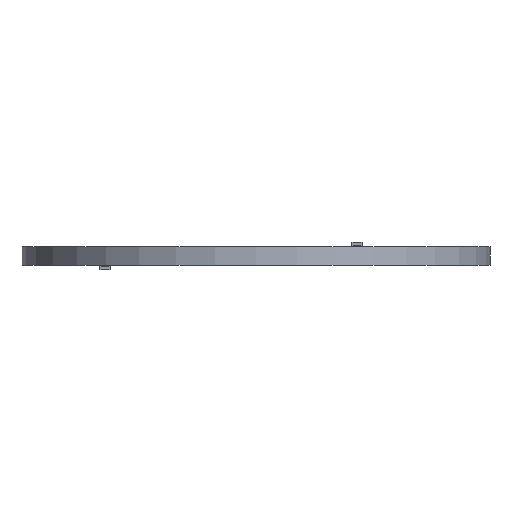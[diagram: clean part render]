
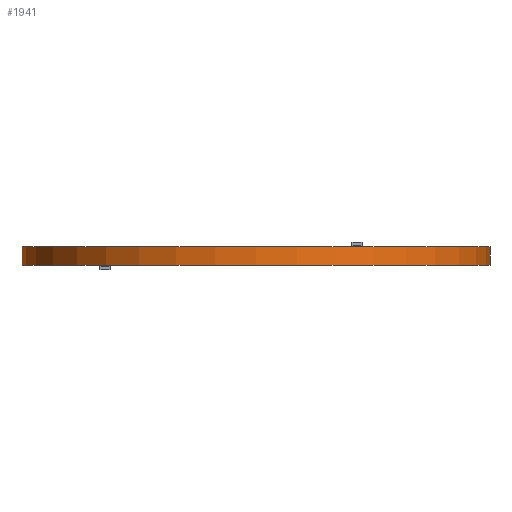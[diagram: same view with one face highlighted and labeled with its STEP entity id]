
A CAD part, front view. The second image highlights one B-rep face of the part: STEP entity #1941.
In plain terms, the highlighted cylindrical face has radius 20 mm (diameter 40 mm), a full revolution.
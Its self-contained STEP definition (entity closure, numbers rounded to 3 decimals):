
#1941 = ADVANCED_FACE('',(#1942),#1955,.T.);
#1942 = FACE_BOUND('',#1943,.T.);
#1943 = EDGE_LOOP('',(#1944,#1978,#2001,#2028));
#1944 = ORIENTED_EDGE('',*,*,#1945,.F.);
#1945 = EDGE_CURVE('',#1946,#1946,#1948,.T.);
#1946 = VERTEX_POINT('',#1947);
#1947 = CARTESIAN_POINT('',(20.477,44.132,1.58));
#1948 = SURFACE_CURVE('',#1949,(#1954,#1966),.PCURVE_S1.);
#1949 = CIRCLE('',#1950,20.);
#1950 = AXIS2_PLACEMENT_3D('',#1951,#1952,#1953);
#1951 = CARTESIAN_POINT('',(0.477,44.132,1.58));
#1952 = DIRECTION('',(0.,0.,1.));
#1953 = DIRECTION('',(1.,0.,-0.));
#1954 = PCURVE('',#1955,#1960);
#1955 = CYLINDRICAL_SURFACE('',#1956,20.);
#1956 = AXIS2_PLACEMENT_3D('',#1957,#1958,#1959);
#1957 = CARTESIAN_POINT('',(0.477,44.132,0.));
#1958 = DIRECTION('',(0.,0.,1.));
#1959 = DIRECTION('',(1.,0.,-0.));
#1960 = DEFINITIONAL_REPRESENTATION('',(#1961),#1965);
#1961 = LINE('',#1962,#1963);
#1962 = CARTESIAN_POINT('',(0.,1.58));
#1963 = VECTOR('',#1964,1.);
#1964 = DIRECTION('',(1.,0.));
#1965 = ( GEOMETRIC_REPRESENTATION_CONTEXT(2) 
PARAMETRIC_REPRESENTATION_CONTEXT() REPRESENTATION_CONTEXT('2D SPACE',''
  ) );
#1966 = PCURVE('',#1967,#1972);
#1967 = PLANE('',#1968);
#1968 = AXIS2_PLACEMENT_3D('',#1969,#1970,#1971);
#1969 = CARTESIAN_POINT('',(0.477,44.132,1.58));
#1970 = DIRECTION('',(0.,0.,1.));
#1971 = DIRECTION('',(1.,0.,-0.));
#1972 = DEFINITIONAL_REPRESENTATION('',(#1973),#1977);
#1973 = CIRCLE('',#1974,20.);
#1974 = AXIS2_PLACEMENT_2D('',#1975,#1976);
#1975 = CARTESIAN_POINT('',(0.,0.));
#1976 = DIRECTION('',(1.,0.));
#1977 = ( GEOMETRIC_REPRESENTATION_CONTEXT(2) 
PARAMETRIC_REPRESENTATION_CONTEXT() REPRESENTATION_CONTEXT('2D SPACE',''
  ) );
#1978 = ORIENTED_EDGE('',*,*,#1979,.F.);
#1979 = EDGE_CURVE('',#1980,#1946,#1982,.T.);
#1980 = VERTEX_POINT('',#1981);
#1981 = CARTESIAN_POINT('',(20.477,44.132,0.));
#1982 = SEAM_CURVE('',#1983,(#1987,#1994),.PCURVE_S1.);
#1983 = LINE('',#1984,#1985);
#1984 = CARTESIAN_POINT('',(20.477,44.132,0.));
#1985 = VECTOR('',#1986,1.);
#1986 = DIRECTION('',(0.,0.,1.));
#1987 = PCURVE('',#1955,#1988);
#1988 = DEFINITIONAL_REPRESENTATION('',(#1989),#1993);
#1989 = LINE('',#1990,#1991);
#1990 = CARTESIAN_POINT('',(6.283,-0.));
#1991 = VECTOR('',#1992,1.);
#1992 = DIRECTION('',(0.,1.));
#1993 = ( GEOMETRIC_REPRESENTATION_CONTEXT(2) 
PARAMETRIC_REPRESENTATION_CONTEXT() REPRESENTATION_CONTEXT('2D SPACE',''
  ) );
#1994 = PCURVE('',#1955,#1995);
#1995 = DEFINITIONAL_REPRESENTATION('',(#1996),#2000);
#1996 = LINE('',#1997,#1998);
#1997 = CARTESIAN_POINT('',(0.,-0.));
#1998 = VECTOR('',#1999,1.);
#1999 = DIRECTION('',(0.,1.));
#2000 = ( GEOMETRIC_REPRESENTATION_CONTEXT(2) 
PARAMETRIC_REPRESENTATION_CONTEXT() REPRESENTATION_CONTEXT('2D SPACE',''
  ) );
#2001 = ORIENTED_EDGE('',*,*,#2002,.T.);
#2002 = EDGE_CURVE('',#1980,#1980,#2003,.T.);
#2003 = SURFACE_CURVE('',#2004,(#2009,#2016),.PCURVE_S1.);
#2004 = CIRCLE('',#2005,20.);
#2005 = AXIS2_PLACEMENT_3D('',#2006,#2007,#2008);
#2006 = CARTESIAN_POINT('',(0.477,44.132,0.));
#2007 = DIRECTION('',(0.,0.,1.));
#2008 = DIRECTION('',(1.,0.,-0.));
#2009 = PCURVE('',#1955,#2010);
#2010 = DEFINITIONAL_REPRESENTATION('',(#2011),#2015);
#2011 = LINE('',#2012,#2013);
#2012 = CARTESIAN_POINT('',(0.,0.));
#2013 = VECTOR('',#2014,1.);
#2014 = DIRECTION('',(1.,0.));
#2015 = ( GEOMETRIC_REPRESENTATION_CONTEXT(2) 
PARAMETRIC_REPRESENTATION_CONTEXT() REPRESENTATION_CONTEXT('2D SPACE',''
  ) );
#2016 = PCURVE('',#2017,#2022);
#2017 = PLANE('',#2018);
#2018 = AXIS2_PLACEMENT_3D('',#2019,#2020,#2021);
#2019 = CARTESIAN_POINT('',(0.477,44.132,0.));
#2020 = DIRECTION('',(0.,0.,1.));
#2021 = DIRECTION('',(1.,0.,-0.));
#2022 = DEFINITIONAL_REPRESENTATION('',(#2023),#2027);
#2023 = CIRCLE('',#2024,20.);
#2024 = AXIS2_PLACEMENT_2D('',#2025,#2026);
#2025 = CARTESIAN_POINT('',(0.,0.));
#2026 = DIRECTION('',(1.,0.));
#2027 = ( GEOMETRIC_REPRESENTATION_CONTEXT(2) 
PARAMETRIC_REPRESENTATION_CONTEXT() REPRESENTATION_CONTEXT('2D SPACE',''
  ) );
#2028 = ORIENTED_EDGE('',*,*,#1979,.T.);
